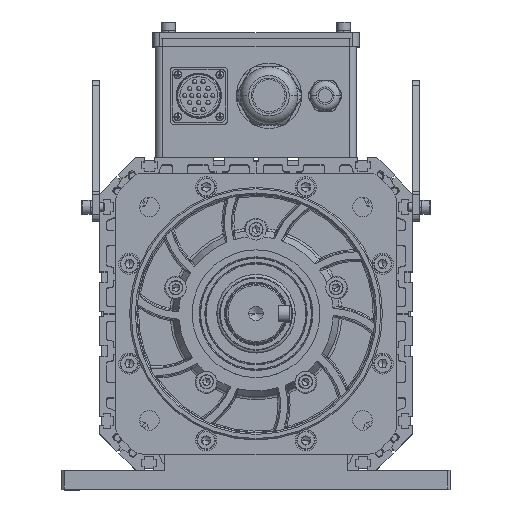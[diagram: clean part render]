
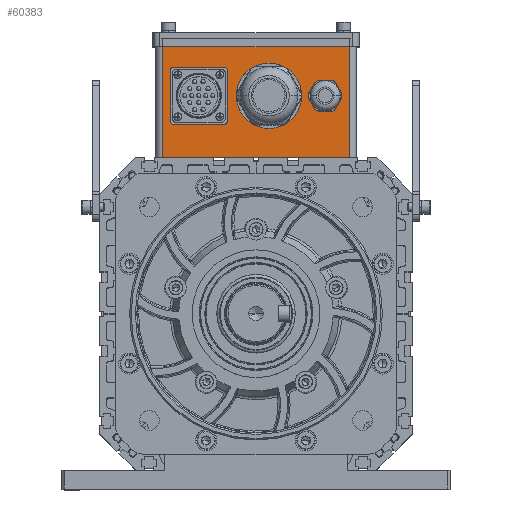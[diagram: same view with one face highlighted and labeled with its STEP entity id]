
A CAD part, top view. The second image highlights one B-rep face of the part: STEP entity #60383.
In plain terms, the highlighted planar face has unit normal (0, 0, 1).
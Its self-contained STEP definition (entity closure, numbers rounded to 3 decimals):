
#709 = ORIENTED_EDGE ( 'NONE', *, *, #78350, .F. ) ;
#884 = CIRCLE ( 'NONE', #70038, 2. ) ;
#3611 = LINE ( 'NONE', #46319, #59179 ) ;
#5181 = EDGE_LOOP ( 'NONE', ( #53724, #19435 ) ) ;
#5476 = CARTESIAN_POINT ( 'NONE',  ( -22.5, 135.25, 30. ) ) ;
#6273 = EDGE_CURVE ( 'NONE', #120199, #128626, #884, .T. ) ;
#6329 = EDGE_CURVE ( 'NONE', #131289, #86331, #20926, .T. ) ;
#7193 = CIRCLE ( 'NONE', #114288, 10. ) ;
#9095 = EDGE_CURVE ( 'NONE', #11067, #95624, #55149, .T. ) ;
#11067 = VERTEX_POINT ( 'NONE', #33144 ) ;
#12114 = VECTOR ( 'NONE', #87276, 1000. ) ;
#12258 = LINE ( 'NONE', #138133, #126892 ) ;
#12556 = ORIENTED_EDGE ( 'NONE', *, *, #63369, .F. ) ;
#13311 = VERTEX_POINT ( 'NONE', #17242 ) ;
#14404 = ORIENTED_EDGE ( 'NONE', *, *, #45253, .F. ) ;
#16112 = CARTESIAN_POINT ( 'NONE',  ( 66.75, 196.5, 30. ) ) ;
#17242 = CARTESIAN_POINT ( 'NONE',  ( -22.5, 175.75, 30. ) ) ;
#17394 = DIRECTION ( 'NONE',  ( 0., -1., 0. ) ) ;
#18434 = DIRECTION ( 'NONE',  ( 1., 0., 0. ) ) ;
#19095 = DIRECTION ( 'NONE',  ( 0., 0., 1. ) ) ;
#19435 = ORIENTED_EDGE ( 'NONE', *, *, #112294, .F. ) ;
#20926 = CIRCLE ( 'NONE', #27604, 18.25 ) ;
#22245 = LINE ( 'NONE', #106865, #12114 ) ;
#24821 = FACE_BOUND ( 'NONE', #88738, .T. ) ;
#25556 = EDGE_CURVE ( 'NONE', #95624, #114811, #12258, .T. ) ;
#27135 = CARTESIAN_POINT ( 'NONE',  ( 66.75, 111.5, 30. ) ) ;
#27604 = AXIS2_PLACEMENT_3D ( 'NONE', #137957, #127468, #116967 ) ;
#30311 = CARTESIAN_POINT ( 'NONE',  ( 9.25, 173.75, 30. ) ) ;
#31226 = CARTESIAN_POINT ( 'NONE',  ( -66.75, 111.5, 30. ) ) ;
#31816 = ORIENTED_EDGE ( 'NONE', *, *, #130998, .F. ) ;
#31856 = DIRECTION ( 'NONE',  ( 0., -1., 0. ) ) ;
#32870 = DIRECTION ( 'NONE',  ( 0., 1., 0. ) ) ;
#33144 = CARTESIAN_POINT ( 'NONE',  ( -66.75, 196.5, 30. ) ) ;
#33854 = CIRCLE ( 'NONE', #80719, 2. ) ;
#34849 = DIRECTION ( 'NONE',  ( 0., -1., 0. ) ) ;
#35969 = VECTOR ( 'NONE', #132443, 1000. ) ;
#36028 = FACE_BOUND ( 'NONE', #5181, .T. ) ;
#36776 = AXIS2_PLACEMENT_3D ( 'NONE', #107647, #44754, #32870 ) ;
#37433 = CARTESIAN_POINT ( 'NONE',  ( -66.75, 196.5, 30. ) ) ;
#39311 = EDGE_CURVE ( 'NONE', #55301, #114811, #93605, .T. ) ;
#40524 = CIRCLE ( 'NONE', #136512, 2. ) ;
#41891 = DIRECTION ( 'NONE',  ( 0., 1., 0. ) ) ;
#44754 = DIRECTION ( 'NONE',  ( 0., 0., 1. ) ) ;
#45253 = EDGE_CURVE ( 'NONE', #60481, #112376, #3611, .T. ) ;
#46319 = CARTESIAN_POINT ( 'NONE',  ( -59., 135.25, 30. ) ) ;
#46532 = LINE ( 'NONE', #66120, #35969 ) ;
#47178 = DIRECTION ( 'NONE',  ( 0., -1., 0. ) ) ;
#47955 = CARTESIAN_POINT ( 'NONE',  ( -20.5, 137.25, 30. ) ) ;
#49063 = CARTESIAN_POINT ( 'NONE',  ( -59., 137.25, 30. ) ) ;
#49534 = ORIENTED_EDGE ( 'NONE', *, *, #9095, .T. ) ;
#51732 = LINE ( 'NONE', #74764, #60119 ) ;
#52303 = EDGE_CURVE ( 'NONE', #126976, #107753, #7193, .T. ) ;
#52920 = ORIENTED_EDGE ( 'NONE', *, *, #95881, .F. ) ;
#53720 = EDGE_LOOP ( 'NONE', ( #118450, #59844 ) ) ;
#53724 = ORIENTED_EDGE ( 'NONE', *, *, #6329, .F. ) ;
#54285 = FACE_OUTER_BOUND ( 'NONE', #109099, .T. ) ;
#55149 = LINE ( 'NONE', #68368, #70424 ) ;
#55301 = VERTEX_POINT ( 'NONE', #16112 ) ;
#58203 = DIRECTION ( 'NONE',  ( 0., 0., 1. ) ) ;
#58353 = CARTESIAN_POINT ( 'NONE',  ( -22.5, 173.75, 30. ) ) ;
#58679 = AXIS2_PLACEMENT_3D ( 'NONE', #75407, #137628, #41891 ) ;
#59179 = VECTOR ( 'NONE', #59521, 1000. ) ;
#59521 = DIRECTION ( 'NONE',  ( 1., 0., 0. ) ) ;
#59844 = ORIENTED_EDGE ( 'NONE', *, *, #62032, .F. ) ;
#60119 = VECTOR ( 'NONE', #91720, 1000. ) ;
#60184 = CARTESIAN_POINT ( 'NONE',  ( 49.25, 145.5, 30. ) ) ;
#60383 = ADVANCED_FACE ( 'NONE', ( #36028, #109420, #54285, #24821 ), #107362, .F. ) ;
#60481 = VERTEX_POINT ( 'NONE', #98252 ) ;
#62032 = EDGE_CURVE ( 'NONE', #107753, #126976, #85505, .T. ) ;
#63180 = CARTESIAN_POINT ( 'NONE',  ( -59., 173.75, 30. ) ) ;
#63369 = EDGE_CURVE ( 'NONE', #128626, #73269, #22245, .T. ) ;
#66120 = CARTESIAN_POINT ( 'NONE',  ( -59., 175.75, 30. ) ) ;
#68158 = DIRECTION ( 'NONE',  ( 0., 0., 1. ) ) ;
#68368 = CARTESIAN_POINT ( 'NONE',  ( -66.75, 196.5, 30. ) ) ;
#70038 = AXIS2_PLACEMENT_3D ( 'NONE', #63180, #19095, #75048 ) ;
#70424 = VECTOR ( 'NONE', #34849, 1000. ) ;
#73269 = VERTEX_POINT ( 'NONE', #83240 ) ;
#74764 = CARTESIAN_POINT ( 'NONE',  ( -20.5, 173.75, 30. ) ) ;
#75048 = DIRECTION ( 'NONE',  ( 0., -1., 0. ) ) ;
#75407 = CARTESIAN_POINT ( 'NONE',  ( 49.25, 155.5, 30. ) ) ;
#76608 = DIRECTION ( 'NONE',  ( 1., 0., 0. ) ) ;
#76881 = DIRECTION ( 'NONE',  ( 0., 1., 0. ) ) ;
#78068 = ORIENTED_EDGE ( 'NONE', *, *, #39311, .F. ) ;
#78350 = EDGE_CURVE ( 'NONE', #102531, #108762, #51732, .T. ) ;
#80452 = VECTOR ( 'NONE', #18434, 1000. ) ;
#80719 = AXIS2_PLACEMENT_3D ( 'NONE', #84991, #127621, #31856 ) ;
#82676 = ORIENTED_EDGE ( 'NONE', *, *, #116783, .F. ) ;
#83004 = CARTESIAN_POINT ( 'NONE',  ( 49.25, 165.5, 30. ) ) ;
#83149 = VECTOR ( 'NONE', #17394, 1000. ) ;
#83240 = CARTESIAN_POINT ( 'NONE',  ( -61., 137.25, 30. ) ) ;
#83782 = ORIENTED_EDGE ( 'NONE', *, *, #116728, .F. ) ;
#84991 = CARTESIAN_POINT ( 'NONE',  ( -22.5, 137.25, 30. ) ) ;
#85505 = CIRCLE ( 'NONE', #58679, 10. ) ;
#86331 = VERTEX_POINT ( 'NONE', #86539 ) ;
#86539 = CARTESIAN_POINT ( 'NONE',  ( 9.25, 137.25, 30. ) ) ;
#87276 = DIRECTION ( 'NONE',  ( 0., -1., 0. ) ) ;
#88738 = EDGE_LOOP ( 'NONE', ( #94643, #12556, #129447, #31816, #82676, #709, #83782, #14404 ) ) ;
#91720 = DIRECTION ( 'NONE',  ( 0., 1., 0. ) ) ;
#93605 = LINE ( 'NONE', #136240, #83149 ) ;
#94643 = ORIENTED_EDGE ( 'NONE', *, *, #131559, .F. ) ;
#95624 = VERTEX_POINT ( 'NONE', #31226 ) ;
#95881 = EDGE_CURVE ( 'NONE', #11067, #55301, #135900, .T. ) ;
#96125 = ORIENTED_EDGE ( 'NONE', *, *, #25556, .T. ) ;
#96895 = DIRECTION ( 'NONE',  ( 0., 0., -1. ) ) ;
#98252 = CARTESIAN_POINT ( 'NONE',  ( -59., 135.25, 30. ) ) ;
#99910 = DIRECTION ( 'NONE',  ( 0., 0., 1. ) ) ;
#100789 = DIRECTION ( 'NONE',  ( 0., 1., 0. ) ) ;
#102531 = VERTEX_POINT ( 'NONE', #47955 ) ;
#106014 = CIRCLE ( 'NONE', #36776, 18.25 ) ;
#106463 = CARTESIAN_POINT ( 'NONE',  ( -20.5, 173.75, 30. ) ) ;
#106865 = CARTESIAN_POINT ( 'NONE',  ( -61., 173.75, 30. ) ) ;
#107362 = PLANE ( 'NONE',  #111891 ) ;
#107647 = CARTESIAN_POINT ( 'NONE',  ( 9.25, 155.5, 30. ) ) ;
#107753 = VERTEX_POINT ( 'NONE', #60184 ) ;
#108758 = CARTESIAN_POINT ( 'NONE',  ( -66.75, 196.5, 30. ) ) ;
#108762 = VERTEX_POINT ( 'NONE', #106463 ) ;
#109099 = EDGE_LOOP ( 'NONE', ( #96125, #78068, #52920, #49534 ) ) ;
#109379 = CARTESIAN_POINT ( 'NONE',  ( -59., 175.75, 30. ) ) ;
#109420 = FACE_BOUND ( 'NONE', #53720, .T. ) ;
#109702 = CARTESIAN_POINT ( 'NONE',  ( 49.25, 155.5, 30. ) ) ;
#111891 = AXIS2_PLACEMENT_3D ( 'NONE', #108758, #96895, #119924 ) ;
#112294 = EDGE_CURVE ( 'NONE', #86331, #131289, #106014, .T. ) ;
#112376 = VERTEX_POINT ( 'NONE', #5476 ) ;
#114224 = CIRCLE ( 'NONE', #134277, 2. ) ;
#114288 = AXIS2_PLACEMENT_3D ( 'NONE', #109702, #99910, #76881 ) ;
#114811 = VERTEX_POINT ( 'NONE', #27135 ) ;
#116728 = EDGE_CURVE ( 'NONE', #112376, #102531, #33854, .T. ) ;
#116783 = EDGE_CURVE ( 'NONE', #108762, #13311, #114224, .T. ) ;
#116967 = DIRECTION ( 'NONE',  ( 0., 1., 0. ) ) ;
#118450 = ORIENTED_EDGE ( 'NONE', *, *, #52303, .F. ) ;
#119860 = CARTESIAN_POINT ( 'NONE',  ( -61., 173.75, 30. ) ) ;
#119924 = DIRECTION ( 'NONE',  ( 0., -1., 0. ) ) ;
#120199 = VERTEX_POINT ( 'NONE', #109379 ) ;
#126892 = VECTOR ( 'NONE', #76608, 1000. ) ;
#126976 = VERTEX_POINT ( 'NONE', #83004 ) ;
#127468 = DIRECTION ( 'NONE',  ( 0., 0., 1. ) ) ;
#127621 = DIRECTION ( 'NONE',  ( 0., 0., 1. ) ) ;
#128626 = VERTEX_POINT ( 'NONE', #119860 ) ;
#129447 = ORIENTED_EDGE ( 'NONE', *, *, #6273, .F. ) ;
#130998 = EDGE_CURVE ( 'NONE', #13311, #120199, #46532, .T. ) ;
#131289 = VERTEX_POINT ( 'NONE', #30311 ) ;
#131559 = EDGE_CURVE ( 'NONE', #73269, #60481, #40524, .T. ) ;
#132443 = DIRECTION ( 'NONE',  ( -1., 0., 0. ) ) ;
#134277 = AXIS2_PLACEMENT_3D ( 'NONE', #58353, #68158, #47178 ) ;
#135900 = LINE ( 'NONE', #37433, #80452 ) ;
#136240 = CARTESIAN_POINT ( 'NONE',  ( 66.75, 196.5, 30. ) ) ;
#136512 = AXIS2_PLACEMENT_3D ( 'NONE', #49063, #58203, #100789 ) ;
#137628 = DIRECTION ( 'NONE',  ( 0., 0., 1. ) ) ;
#137957 = CARTESIAN_POINT ( 'NONE',  ( 9.25, 155.5, 30. ) ) ;
#138133 = CARTESIAN_POINT ( 'NONE',  ( -66.75, 111.5, 30. ) ) ;
